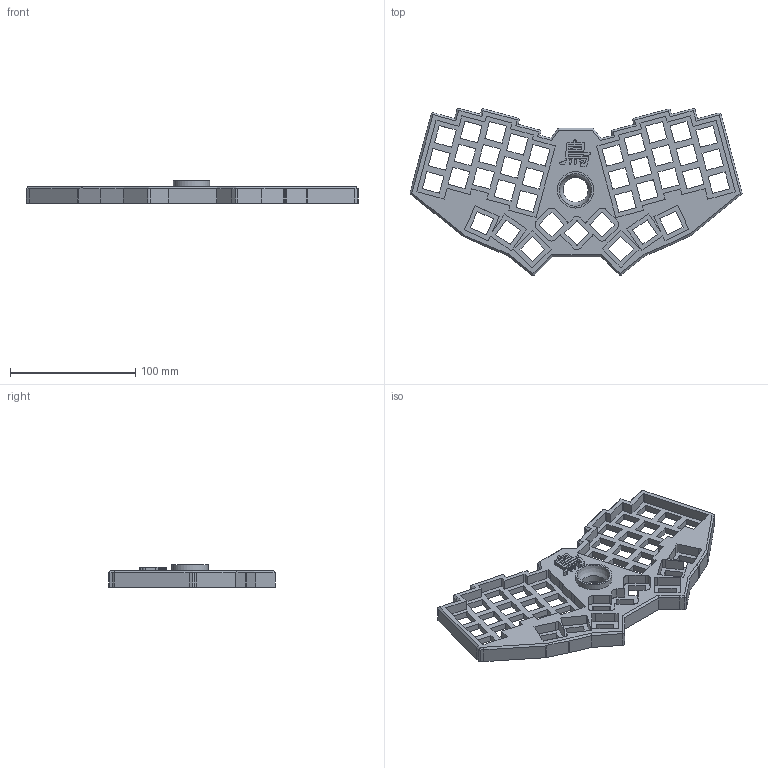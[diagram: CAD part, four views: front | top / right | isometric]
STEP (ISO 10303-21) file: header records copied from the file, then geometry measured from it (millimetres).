
FILE_DESCRIPTION(/* description */ (''),/* implementation_level */ '2;1');
FILE_NAME(/* name */ 'Bird Top.step',/* time_stamp */ '2024-08-28T21:56:50-07:00',/* author */ (''),/* organization */ (''),/* preprocessor_version */ 'ST-DEVELOPER v20',/* originating_system */ 'Autodesk Translation Framework v13.14.0.145',/* authorisation */ '');
FILE_SCHEMA (('AUTOMOTIVE_DESIGN { 1 0 10303 214 3 1 1 }'));
Length unit declared in the file: millimetre
Products named in the file (1): Phoenix
Bounding box: 265.21 x 133.38 x 17.8 mm (x, y, z)
Volume: 158044.9 mm3; surface area: 68382.9 mm2
Topology: 1 solids, 1 shells, 1060 faces, 3026 edges, 1996 vertices
Faces by surface type: plane 947, cylinder 60, bspline 36, cone 16, sphere 1
Full cylindrical faces by diameter (mm): 3 x13, 20.011 x1, 29 x1
Entity records: 34163 total; most frequent: CARTESIAN_POINT 6551, ORIENTED_EDGE 6052, DIRECTION 5145, EDGE_CURVE 3026, LINE 2813, VECTOR 2813, VERTEX_POINT 1996, EDGE_LOOP 1168
